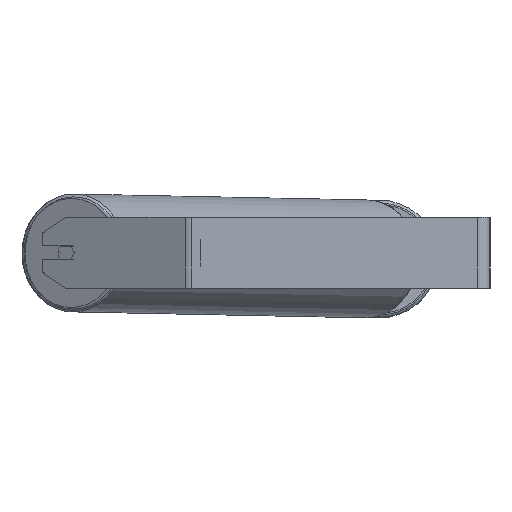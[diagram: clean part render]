
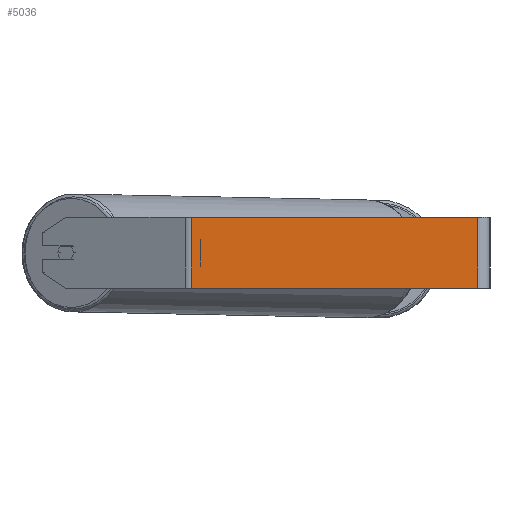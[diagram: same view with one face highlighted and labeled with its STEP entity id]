
A CAD part, left-side view. The second image highlights one B-rep face of the part: STEP entity #5036.
In plain terms, the highlighted planar face has unit normal (-1, 0, 0).
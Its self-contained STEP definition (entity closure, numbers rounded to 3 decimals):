
#209 = ORIENTED_EDGE ( 'NONE', *, *, #1108, .F. ) ;
#366 = CARTESIAN_POINT ( 'NONE',  ( -1045., 340.689, 40. ) ) ;
#482 = VECTOR ( 'NONE', #4941, 1000. ) ;
#676 = AXIS2_PLACEMENT_3D ( 'NONE', #366, #6955, #8324 ) ;
#729 = DIRECTION ( 'NONE',  ( 0., -1., 0. ) ) ;
#1108 = EDGE_CURVE ( 'NONE', #7241, #2436, #4544, .T. ) ;
#1492 = LINE ( 'NONE', #6976, #482 ) ;
#1796 = CARTESIAN_POINT ( 'NONE',  ( -1045., 336.938, 40. ) ) ;
#1855 = DIRECTION ( 'NONE',  ( 0., 0., -1. ) ) ;
#2293 = CARTESIAN_POINT ( 'NONE',  ( -1045., 14., 40. ) ) ;
#2436 = VERTEX_POINT ( 'NONE', #8204 ) ;
#2540 = LINE ( 'NONE', #8556, #3690 ) ;
#2661 = ORIENTED_EDGE ( 'NONE', *, *, #6046, .T. ) ;
#2724 = LINE ( 'NONE', #3308, #5785 ) ;
#2888 = EDGE_CURVE ( 'NONE', #8283, #5649, #1492, .T. ) ;
#3308 = CARTESIAN_POINT ( 'NONE',  ( -1045., 340.689, -40. ) ) ;
#3518 = EDGE_LOOP ( 'NONE', ( #2661, #209, #7074, #6179 ) ) ;
#3690 = VECTOR ( 'NONE', #6565, 1000. ) ;
#4294 = FACE_OUTER_BOUND ( 'NONE', #3518, .T. ) ;
#4544 = LINE ( 'NONE', #7867, #8383 ) ;
#4941 = DIRECTION ( 'NONE',  ( 0., 0., -1. ) ) ;
#5036 = ADVANCED_FACE ( 'NONE', ( #4294 ), #7134, .F. ) ;
#5649 = VERTEX_POINT ( 'NONE', #5888 ) ;
#5785 = VECTOR ( 'NONE', #729, 1000. ) ;
#5888 = CARTESIAN_POINT ( 'NONE',  ( -1045., 336.938, -40. ) ) ;
#6046 = EDGE_CURVE ( 'NONE', #5649, #2436, #2724, .T. ) ;
#6179 = ORIENTED_EDGE ( 'NONE', *, *, #2888, .T. ) ;
#6565 = DIRECTION ( 'NONE',  ( 0., -1., 0. ) ) ;
#6955 = DIRECTION ( 'NONE',  ( 1., 0., 0. ) ) ;
#6976 = CARTESIAN_POINT ( 'NONE',  ( -1045., 336.938, 40. ) ) ;
#7074 = ORIENTED_EDGE ( 'NONE', *, *, #8376, .F. ) ;
#7134 = PLANE ( 'NONE',  #676 ) ;
#7241 = VERTEX_POINT ( 'NONE', #2293 ) ;
#7867 = CARTESIAN_POINT ( 'NONE',  ( -1045., 14., 40. ) ) ;
#8204 = CARTESIAN_POINT ( 'NONE',  ( -1045., 14., -40. ) ) ;
#8283 = VERTEX_POINT ( 'NONE', #1796 ) ;
#8324 = DIRECTION ( 'NONE',  ( 0., 0., -1. ) ) ;
#8376 = EDGE_CURVE ( 'NONE', #8283, #7241, #2540, .T. ) ;
#8383 = VECTOR ( 'NONE', #1855, 1000. ) ;
#8556 = CARTESIAN_POINT ( 'NONE',  ( -1045., 340.689, 40. ) ) ;
